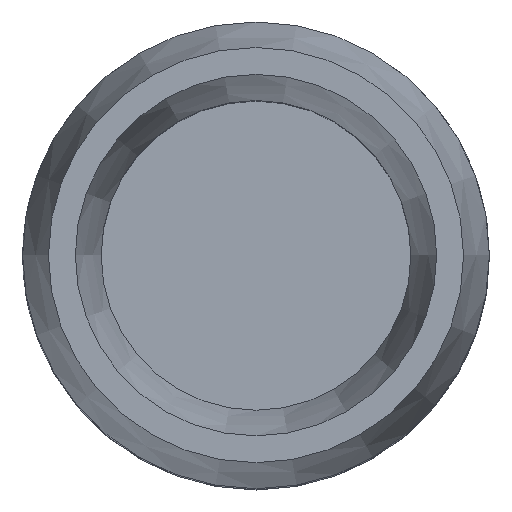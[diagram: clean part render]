
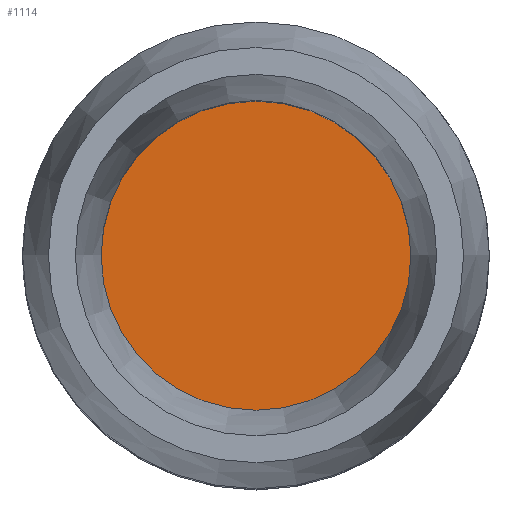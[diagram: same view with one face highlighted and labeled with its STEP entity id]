
A CAD part, top view. The second image highlights one B-rep face of the part: STEP entity #1114.
In plain terms, the highlighted planar face has unit normal (0, 0, 1).
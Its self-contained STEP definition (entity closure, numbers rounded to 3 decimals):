
#919 = CYLINDRICAL_SURFACE('',#920,3.);
#920 = AXIS2_PLACEMENT_3D('',#921,#922,#923);
#921 = CARTESIAN_POINT('',(0.,0.,0.));
#922 = DIRECTION('',(-0.,-0.,-1.));
#923 = DIRECTION('',(1.,0.,0.));
#1001 = VERTEX_POINT('',#1002);
#1002 = CARTESIAN_POINT('',(3.,0.,0.));
#1025 = EDGE_CURVE('',#1001,#1001,#1026,.T.);
#1026 = SURFACE_CURVE('',#1027,(#1032,#1039),.PCURVE_S1.);
#1027 = CIRCLE('',#1028,3.);
#1028 = AXIS2_PLACEMENT_3D('',#1029,#1030,#1031);
#1029 = CARTESIAN_POINT('',(0.,0.,0.));
#1030 = DIRECTION('',(0.,0.,1.));
#1031 = DIRECTION('',(1.,0.,0.));
#1032 = PCURVE('',#919,#1033);
#1033 = DEFINITIONAL_REPRESENTATION('',(#1034),#1038);
#1034 = LINE('',#1035,#1036);
#1035 = CARTESIAN_POINT('',(-0.,0.));
#1036 = VECTOR('',#1037,1.);
#1037 = DIRECTION('',(-1.,0.));
#1038 = ( GEOMETRIC_REPRESENTATION_CONTEXT(2) 
PARAMETRIC_REPRESENTATION_CONTEXT() REPRESENTATION_CONTEXT('2D SPACE',''
  ) );
#1039 = PCURVE('',#1040,#1045);
#1040 = PLANE('',#1041);
#1041 = AXIS2_PLACEMENT_3D('',#1042,#1043,#1044);
#1042 = CARTESIAN_POINT('',(0.,0.,0.));
#1043 = DIRECTION('',(-0.,-0.,-1.));
#1044 = DIRECTION('',(-1.,0.,0.));
#1045 = DEFINITIONAL_REPRESENTATION('',(#1046),#1054);
#1046 = ( BOUNDED_CURVE() B_SPLINE_CURVE(2,(#1047,#1048,#1049,#1050,
#1051,#1052,#1053),.UNSPECIFIED.,.T.,.F.) B_SPLINE_CURVE_WITH_KNOTS((1,2
    ,2,2,2,1),(-2.094,0.,2.094,4.189,
6.283,8.378),.UNSPECIFIED.) CURVE() 
GEOMETRIC_REPRESENTATION_ITEM() RATIONAL_B_SPLINE_CURVE((1.,0.5,1.,0.5,
1.,0.5,1.)) REPRESENTATION_ITEM('') );
#1047 = CARTESIAN_POINT('',(-3.,0.));
#1048 = CARTESIAN_POINT('',(-3.,5.196));
#1049 = CARTESIAN_POINT('',(1.5,2.598));
#1050 = CARTESIAN_POINT('',(6.,0.));
#1051 = CARTESIAN_POINT('',(1.5,-2.598));
#1052 = CARTESIAN_POINT('',(-3.,-5.196));
#1053 = CARTESIAN_POINT('',(-3.,0.));
#1054 = ( GEOMETRIC_REPRESENTATION_CONTEXT(2) 
PARAMETRIC_REPRESENTATION_CONTEXT() REPRESENTATION_CONTEXT('2D SPACE',''
  ) );
#1114 = ADVANCED_FACE('',(#1115),#1040,.F.);
#1115 = FACE_BOUND('',#1116,.F.);
#1116 = EDGE_LOOP('',(#1117));
#1117 = ORIENTED_EDGE('',*,*,#1025,.F.);
